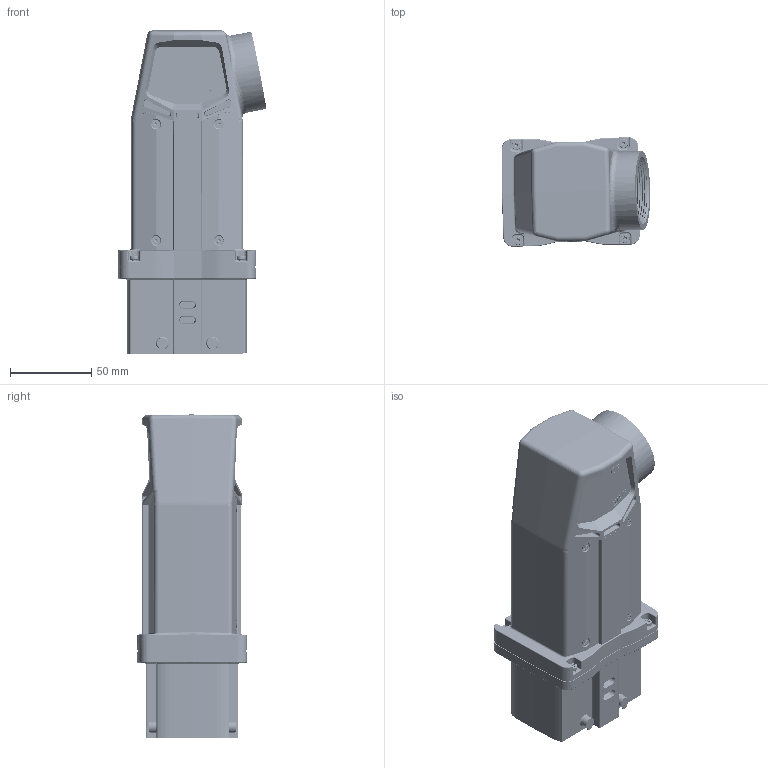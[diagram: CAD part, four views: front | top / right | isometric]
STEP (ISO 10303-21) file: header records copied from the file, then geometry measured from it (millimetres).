
FILE_DESCRIPTION(/* description */ (''),/* implementation_level */ '2;1');
FILE_NAME(/* name */ '1291105305500_01-HM10B.P-SEHH-4B-M40_30A_成品.stp',/* time_stamp */ '2024-04-01T10:48:07+08:00',/* author */ (''),/* organization */ (''),/* preprocessor_version */ 'ST-DEVELOPER v18.1',/* originating_system */ 'SIEMENS PLM Software NX 1980',/* authorisation */ '');
FILE_SCHEMA (('AUTOMOTIVE_DESIGN { 1 0 10303 214 3 1 1 1 }'));
Products named in the file (1): 13912CF843698t29
Bounding box: 91.46 x 67.53 x 199.02 mm (x, y, z)
Volume: 106422.4 mm3; surface area: 200190.6 mm2
Topology: 30 solids, 39 shells, 9053 faces, 23565 edges, 14300 vertices
Faces by surface type: cylinder 3784, plane 2892, torus 1048, bspline 729, sphere 356, cone 238, revolution 6
Full cylindrical faces by diameter (mm): 1.5 x4, 2.4 x4, 2.7 x4, 3.2 x12, 5.5 x4, 6.8 x4, 7.3 x2, 8.5 x6, 9.428 x3, 10.16 x6, 35.5 x1, 38.4 x8, 48.5 x1
Entity records: 391466 total; most frequent: CARTESIAN_POINT 153231, ORIENTED_EDGE 45848, DIRECTION 33463, EDGE_CURVE 22962, VERTEX_POINT 14221, AXIS2_PLACEMENT_3D 11918, B_SPLINE_CURVE_WITH_KNOTS 9721, LINE 9621
